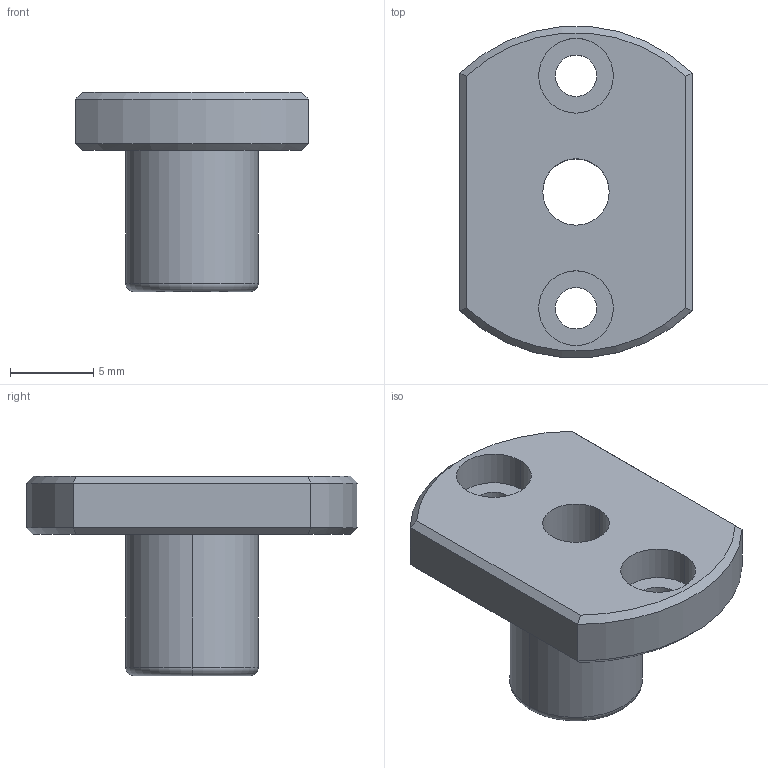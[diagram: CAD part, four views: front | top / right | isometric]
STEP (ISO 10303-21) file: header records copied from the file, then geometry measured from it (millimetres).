
FILE_DESCRIPTION (( 'STEP AP203' ), '1' );
FILE_NAME ('LMH4UU.STEP', '2023-05-13T02:31:44', ( 'China' ), ( 'Home' ), 'SwSTEP 2.0', 'SolidWorks 2022', '' );
FILE_SCHEMA (( 'CONFIG_CONTROL_DESIGN' ));
Length unit declared in the file: millimetre
Products named in the file (1): LMH4UU
Bounding box: 14 x 19.93 x 12 mm (x, y, z)
Volume: 1077.9 mm3; surface area: 1085.8 mm2
Topology: 1 solids, 1 shells, 31 faces, 68 edges, 42 vertices
Faces by surface type: cylinder 14, plane 11, cone 4, torus 2
Entity records: 955 total; most frequent: CARTESIAN_POINT 166, DIRECTION 160, ORIENTED_EDGE 136, AXIS2_PLACEMENT_3D 68, EDGE_CURVE 68, VERTEX_POINT 42, EDGE_LOOP 40, CIRCLE 36
